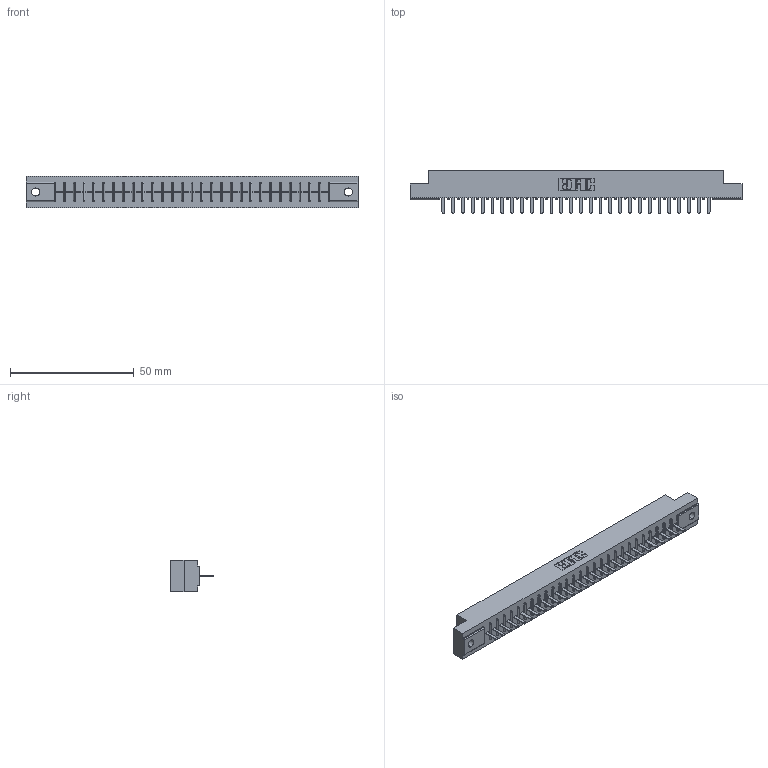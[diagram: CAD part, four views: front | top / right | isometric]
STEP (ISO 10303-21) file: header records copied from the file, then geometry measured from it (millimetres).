
FILE_DESCRIPTION (( 'STEP AP203' ), '1' );
FILE_NAME ('316-028-420-102.STEP', '2020-09-22T23:25:50', ( '' ), ( '' ), 'SwSTEP 2.0', 'SolidWorks 2020', '' );
FILE_SCHEMA (( 'CONFIG_CONTROL_DESIGN' ));
Length unit declared in the file: inch
Products named in the file (3): 316-028-420-102; 306 Part_.128 Dia; 306-290-001_120
Assembly tree (29 placements, depth 2):
  316-028-420-102
    306 Part_.128 Dia
    306-290-001_120  x28
Bounding box: 133.96 x 17.12 x 12.7 mm (x, y, z)
Volume: 14658.6 mm3; surface area: 14619.3 mm2
Topology: 29 solids, 29 shells, 2076 faces, 5832 edges, 3736 vertices
Faces by surface type: plane 1384, cylinder 580, sphere 112
Entity records: 27883 total; most frequent: CARTESIAN_POINT 4679, ORIENTED_EDGE 4636, DIRECTION 4616, EDGE_CURVE 2318, LINE 1806, VECTOR 1806, VERTEX_POINT 1468, AXIS2_PLACEMENT_3D 1405
